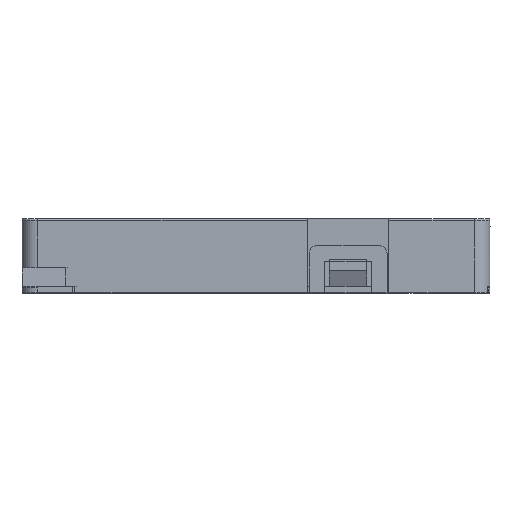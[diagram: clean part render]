
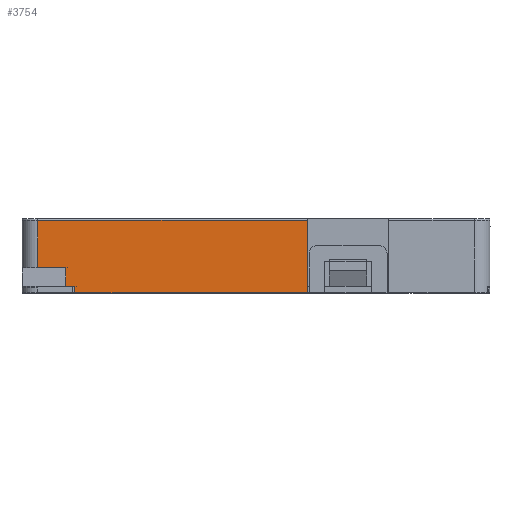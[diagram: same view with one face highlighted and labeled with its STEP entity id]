
A CAD part, top view. The second image highlights one B-rep face of the part: STEP entity #3754.
In plain terms, the highlighted planar face has unit normal (0, 0, 1).
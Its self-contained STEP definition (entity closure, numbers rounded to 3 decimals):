
#157=DIRECTION('',(1.,0.,0.));
#158=VECTOR('',#157,0.571);
#159=CARTESIAN_POINT('',(10.611,3.5,-1.));
#160=LINE('',#159,#158);
#844=DIRECTION('',(-1.,0.,0.));
#845=VECTOR('',#844,17.3);
#846=CARTESIAN_POINT('',(26.091,7.75,-1.));
#847=LINE('',#846,#845);
#881=DIRECTION('',(0.,-1.,0.));
#882=VECTOR('',#881,4.65);
#883=CARTESIAN_POINT('',(26.091,7.75,-1.));
#884=LINE('',#883,#882);
#885=DIRECTION('',(0.,1.,0.));
#886=VECTOR('',#885,0.4);
#887=CARTESIAN_POINT('',(11.183,3.1,-1.));
#888=LINE('',#887,#886);
#889=DIRECTION('',(0.,1.,0.));
#890=VECTOR('',#889,1.2);
#891=CARTESIAN_POINT('',(10.611,3.5,-1.));
#892=LINE('',#891,#890);
#893=DIRECTION('',(1.,0.,0.));
#894=VECTOR('',#893,14.908);
#895=CARTESIAN_POINT('',(11.183,3.1,-1.));
#896=LINE('',#895,#894);
#1510=DIRECTION('',(1.,0.,0.));
#1511=VECTOR('',#1510,1.822);
#1512=CARTESIAN_POINT('',(8.789,4.7,
-1.));
#1513=LINE('',#1512,#1511);
#1514=DIRECTION('',(0.,-1.,0.));
#1515=VECTOR('',#1514,1.15);
#1516=CARTESIAN_POINT('',(8.791,7.75,
-1.));
#1517=LINE('',#1516,#1515);
#1518=DIRECTION('',(0.,-1.,0.));
#1519=VECTOR('',#1518,1.7);
#1520=CARTESIAN_POINT('',(8.79,6.6,
-1.));
#1521=LINE('',#1520,#1519);
#1522=DIRECTION('',(-0.002,-1.,0.));
#1523=VECTOR('',#1522,0.2);
#1524=CARTESIAN_POINT('',(8.79,4.9,
-1.));
#1525=LINE('',#1524,#1523);
#2244=CARTESIAN_POINT('',(11.183,3.1,-1.));
#2245=CARTESIAN_POINT('',(11.183,3.5,
-1.));
#2246=VERTEX_POINT('',#2244);
#2247=VERTEX_POINT('',#2245);
#2248=CARTESIAN_POINT('',(26.091,7.75,
-1.));
#2249=CARTESIAN_POINT('',(26.091,3.1,-1.));
#2250=VERTEX_POINT('',#2248);
#2251=VERTEX_POINT('',#2249);
#2252=CARTESIAN_POINT('',(10.611,3.5,
-1.));
#2253=VERTEX_POINT('',#2252);
#2254=CARTESIAN_POINT('',(10.611,4.7,
-1.));
#2255=VERTEX_POINT('',#2254);
#2256=CARTESIAN_POINT('',(8.789,4.7,
-1.));
#2257=VERTEX_POINT('',#2256);
#2258=CARTESIAN_POINT('',(8.79,4.9,
-1.));
#2259=VERTEX_POINT('',#2258);
#2260=CARTESIAN_POINT('',(8.79,6.6,
-1.));
#2261=VERTEX_POINT('',#2260);
#2262=CARTESIAN_POINT('',(8.791,7.75,
-1.));
#2263=VERTEX_POINT('',#2262);
#3731=CARTESIAN_POINT('',(37.791,2.7,-1.));
#3732=DIRECTION('',(0.,0.,1.));
#3733=DIRECTION('',(-1.,0.,0.));
#3734=AXIS2_PLACEMENT_3D('',#3731,#3732,#3733);
#3735=PLANE('',#3734);
#3736=ORIENTED_EDGE('',*,*,#3660,.T.);
#3738=ORIENTED_EDGE('',*,*,#3737,.F.);
#3739=ORIENTED_EDGE('',*,*,#3722,.T.);
#3740=ORIENTED_EDGE('',*,*,#2878,.F.);
#3742=ORIENTED_EDGE('',*,*,#3741,.T.);
#3744=ORIENTED_EDGE('',*,*,#3743,.F.);
#3746=ORIENTED_EDGE('',*,*,#3745,.F.);
#3748=ORIENTED_EDGE('',*,*,#3747,.F.);
#3750=ORIENTED_EDGE('',*,*,#3749,.F.);
#3751=ORIENTED_EDGE('',*,*,#3644,.F.);
#3752=EDGE_LOOP('',(#3736,#3738,#3739,#3740,#3742,#3744,#3746,#3748,#3750,
#3751));
#3753=FACE_OUTER_BOUND('',#3752,.F.);
#3754=ADVANCED_FACE('',(#3753),#3735,.T.);
#2878=EDGE_CURVE('',#2253,#2247,#160,.T.);
#3644=EDGE_CURVE('',#2250,#2263,#847,.T.);
#3660=EDGE_CURVE('',#2250,#2251,#884,.T.);
#3722=EDGE_CURVE('',#2246,#2247,#888,.T.);
#3737=EDGE_CURVE('',#2246,#2251,#896,.T.);
#3741=EDGE_CURVE('',#2253,#2255,#892,.T.);
#3743=EDGE_CURVE('',#2257,#2255,#1513,.T.);
#3745=EDGE_CURVE('',#2259,#2257,#1525,.T.);
#3747=EDGE_CURVE('',#2261,#2259,#1521,.T.);
#3749=EDGE_CURVE('',#2263,#2261,#1517,.T.);
